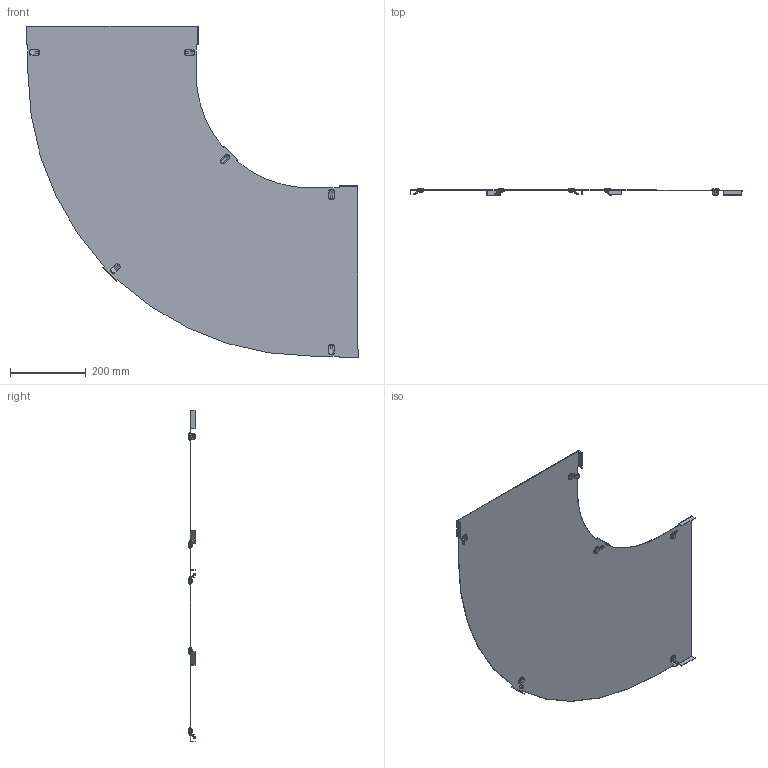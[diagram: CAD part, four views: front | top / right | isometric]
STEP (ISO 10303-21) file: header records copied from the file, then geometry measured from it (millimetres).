
FILE_DESCRIPTION (( 'STEP AP214' ), '1' );
FILE_NAME ('6226016.STP', '2017-03-27T11:41:09', ( '' ), ( '' ), 'SwSTEP 2.0', 'SolidWorks 2016', '' );
FILE_SCHEMA (( 'AUTOMOTIVE_DESIGN' ));
Length unit declared in the file: millimetre
Products named in the file (5): 6226016; KTS 08.081-003_Standard; 086621_450_FS_FT; KTS 08.080-022_Standard; KTS 08.082-005_Standard
Assembly tree (9 placements, depth 3):
  6226016
    086621_450_FS_FT
    KTS 08.080-022_Standard  x6
      KTS 08.082-005_Standard
      KTS 08.081-003_Standard
Bounding box: 877.25 x 16.98 x 877.25 mm (x, y, z)
Volume: 612955.6 mm3; surface area: 979764.4 mm2
Topology: 13 solids, 13 shells, 362 faces, 900 edges, 588 vertices
Faces by surface type: plane 220, cylinder 88, torus 24, bspline 18, cone 12
Entity records: 4125 total; most frequent: CARTESIAN_POINT 785, ORIENTED_EDGE 660, DIRECTION 648, EDGE_CURVE 330, LINE 252, VECTOR 252, VERTEX_POINT 218, AXIS2_PLACEMENT_3D 198
